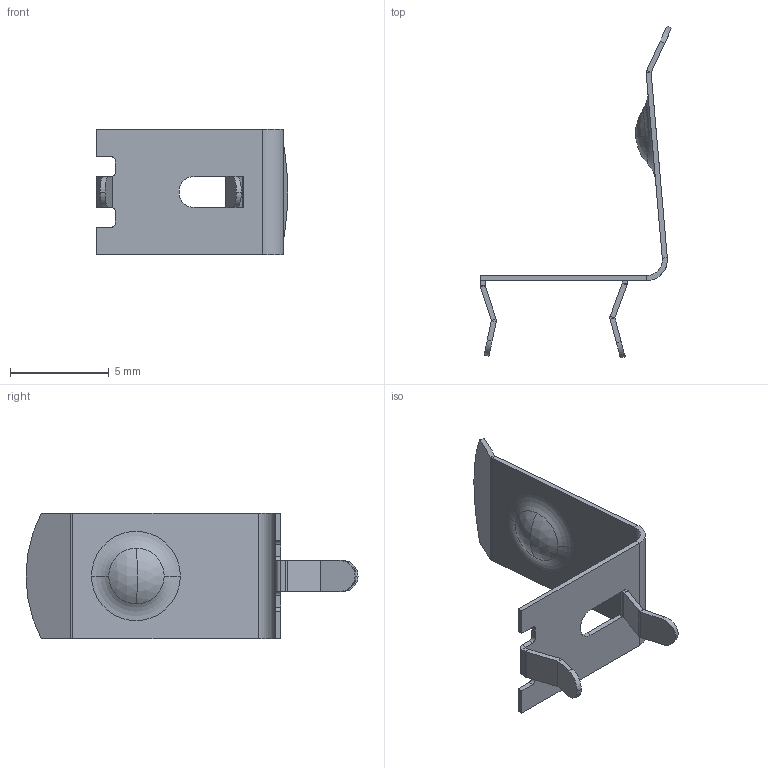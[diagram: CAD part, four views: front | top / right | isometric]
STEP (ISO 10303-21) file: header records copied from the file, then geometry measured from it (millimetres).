
FILE_DESCRIPTION (( 'STEP AP214' ), '1' );
FILE_NAME ('52.STEP', '2007-12-17T19:23:40', ( 'Richard Maletta' ), ( '' ), 'SwSTEP 2.0', 'SolidWorks 2007', '' );
FILE_SCHEMA (( 'AUTOMOTIVE_DESIGN' ));
Length unit declared in the file: inch
Products named in the file (1): 52
Bounding box: 9.7 x 16.82 x 6.35 mm (x, y, z)
Volume: 36.7 mm3; surface area: 310.1 mm2
Topology: 1 solids, 1 shells, 92 faces, 202 edges, 114 vertices
Faces by surface type: plane 63, cylinder 21, sphere 4, torus 4
Entity records: 2483 total; most frequent: DIRECTION 450, CARTESIAN_POINT 409, ORIENTED_EDGE 404, EDGE_CURVE 202, AXIS2_PLACEMENT_3D 155, VECTOR 140, LINE 140, VERTEX_POINT 114
